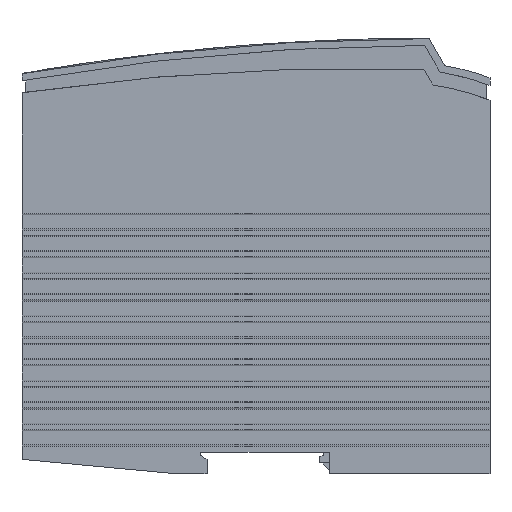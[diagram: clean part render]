
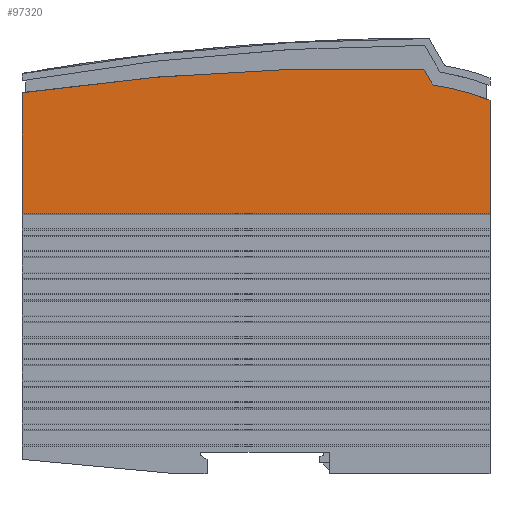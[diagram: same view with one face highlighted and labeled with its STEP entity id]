
A CAD part, left-side view. The second image highlights one B-rep face of the part: STEP entity #97320.
In plain terms, the highlighted face is planar.
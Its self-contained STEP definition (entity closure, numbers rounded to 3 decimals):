
#3810=CARTESIAN_POINT('',(106.39,18.37,-8.5));
#3820=VERTEX_POINT('',#3810);
#3850=CARTESIAN_POINT('',(-549.,36.,-8.5));
#3860=DIRECTION('',(0.,0.,1.));
#3870=DIRECTION('',(1.,0.,0.));
#3880=AXIS2_PLACEMENT_3D('',#3850,#3860,#3870);
#3890=CIRCLE('',#3880,655.627);
#3900=CARTESIAN_POINT('',(99.854,130.,-8.5));
#3910=VERTEX_POINT('',#3900);
#3920=EDGE_CURVE('',#3820,#3910,#3890,.T.);
#4880=CARTESIAN_POINT('',(33.52,25.64,-8.5));
#4890=DIRECTION('',(0.,0.,1.));
#4900=DIRECTION('',(1.,0.,0.));
#4910=AXIS2_PLACEMENT_3D('',#4880,#4890,#4900);
#4920=CIRCLE('',#4910,69.15);
#4930=CARTESIAN_POINT('',(97.741,0.,-8.5));
#4940=VERTEX_POINT('',#4930);
#4950=CARTESIAN_POINT('',(101.97,15.826,-8.5));
#4960=VERTEX_POINT('',#4950);
#4970=EDGE_CURVE('',#4940,#4960,#4920,.T.);
#6360=CARTESIAN_POINT('',(83.905,5.427,-8.5));
#6370=DIRECTION('',(-0.867,-0.499,0.));
#6380=VECTOR('',#6370,1.);
#6390=LINE('',#6360,#6380);
#6400=EDGE_CURVE('',#3820,#4960,#6390,.T.);
#49410=CARTESIAN_POINT('',(61.99,0.,-8.5));
#49420=DIRECTION('',(0.,0.,1.));
#49430=DIRECTION('',(1.,0.,0.));
#49440=AXIS2_PLACEMENT_3D('',#49410,#49420,#49430);
#49450=PLANE('',#49440);
#49790=CARTESIAN_POINT('',(66.3,130.,-8.5));
#49800=VERTEX_POINT('',#49790);
#52420=CARTESIAN_POINT('',(128.905,130.,-8.5));
#52430=DIRECTION('',(1.,0.,0.));
#52440=VECTOR('',#52430,1.);
#52450=LINE('',#52420,#52440);
#52460=EDGE_CURVE('',#49800,#3910,#52450,.T.);
#70260=CARTESIAN_POINT('',(66.3,0.,-8.5));
#70270=VERTEX_POINT('',#70260);
#70390=CARTESIAN_POINT('',(66.3,65.,-8.5));
#70400=DIRECTION('',(0.,-1.,0.));
#70410=VECTOR('',#70400,1.);
#70420=LINE('',#70390,#70410);
#70430=EDGE_CURVE('',#49800,#70270,#70420,.T.);
#97190=ORIENTED_EDGE('',*,*,#70430,.T.);
#97200=ORIENTED_EDGE('',*,*,#52460,.F.);
#97210=ORIENTED_EDGE('',*,*,#3920,.T.);
#97220=ORIENTED_EDGE('',*,*,#6400,.F.);
#97230=ORIENTED_EDGE('',*,*,#4970,.T.);
#97240=CARTESIAN_POINT('',(128.905,0.,-8.5));
#97250=DIRECTION('',(1.,0.,0.));
#97260=VECTOR('',#97250,1.);
#97270=LINE('',#97240,#97260);
#97280=EDGE_CURVE('',#70270,#4940,#97270,.T.);
#97290=ORIENTED_EDGE('',*,*,#97280,.T.);
#97300=EDGE_LOOP('',(#97290,#97230,#97220,#97210,#97200,#97190));
#97310=FACE_OUTER_BOUND('',#97300,.T.);
#97320=ADVANCED_FACE('',(#97310),#49450,.T.);
